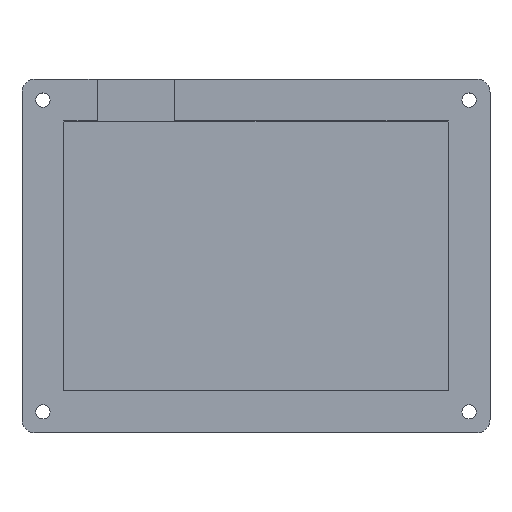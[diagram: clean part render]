
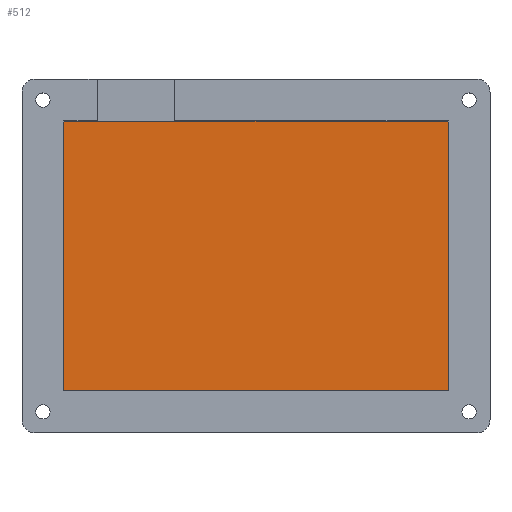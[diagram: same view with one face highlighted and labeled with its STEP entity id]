
A CAD part, top view. The second image highlights one B-rep face of the part: STEP entity #512.
In plain terms, the highlighted planar face has unit normal (0, 0, 1).
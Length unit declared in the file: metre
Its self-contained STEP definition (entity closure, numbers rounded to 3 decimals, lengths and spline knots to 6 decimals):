
#48=LINE('',#835,#88);
#53=LINE('',#845,#93);
#56=LINE('',#850,#96);
#58=LINE('',#854,#98);
#88=VECTOR('',#683,1.);
#93=VECTOR('',#690,1.);
#96=VECTOR('',#695,1.);
#98=VECTOR('',#699,1.);
#216=ORIENTED_EDGE('',*,*,#281,.F.);
#217=ORIENTED_EDGE('',*,*,#276,.T.);
#218=ORIENTED_EDGE('',*,*,#286,.T.);
#219=ORIENTED_EDGE('',*,*,#284,.F.);
#276=EDGE_CURVE('',#336,#337,#48,.T.);
#281=EDGE_CURVE('',#336,#340,#53,.T.);
#284=EDGE_CURVE('',#340,#341,#56,.T.);
#286=EDGE_CURVE('',#337,#341,#58,.T.);
#336=VERTEX_POINT('',#836);
#337=VERTEX_POINT('',#837);
#340=VERTEX_POINT('',#846);
#341=VERTEX_POINT('',#851);
#414=EDGE_LOOP('',(#216,#217,#218,#219));
#464=FACE_BOUND('',#414,.T.);
#482=PLANE('',#579);
#512=ADVANCED_FACE('',(#464),#482,.T.);
#579=AXIS2_PLACEMENT_3D('',#870,#723,#724);
#683=DIRECTION('',(0.,-1.,0.));
#690=DIRECTION('',(1.,0.,0.));
#695=DIRECTION('',(0.,-1.,0.));
#699=DIRECTION('',(1.,0.,0.));
#723=DIRECTION('',(0.,0.,1.));
#724=DIRECTION('',(1.,0.,0.));
#835=CARTESIAN_POINT('',(-0.04585,0.,0.003));
#836=CARTESIAN_POINT('',(-0.04585,0.03221,0.003));
#837=CARTESIAN_POINT('',(-0.04585,-0.03221,0.003));
#845=CARTESIAN_POINT('',(0.,0.03221,0.003));
#846=CARTESIAN_POINT('',(0.04585,0.03221,0.003));
#850=CARTESIAN_POINT('',(0.04585,0.,0.003));
#851=CARTESIAN_POINT('',(0.04585,-0.03221,0.003));
#854=CARTESIAN_POINT('',(0.,-0.03221,0.003));
#870=CARTESIAN_POINT('',(0.,0.,0.003));
